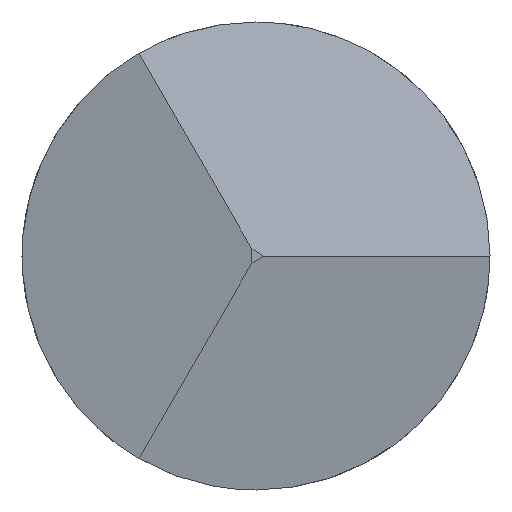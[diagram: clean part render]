
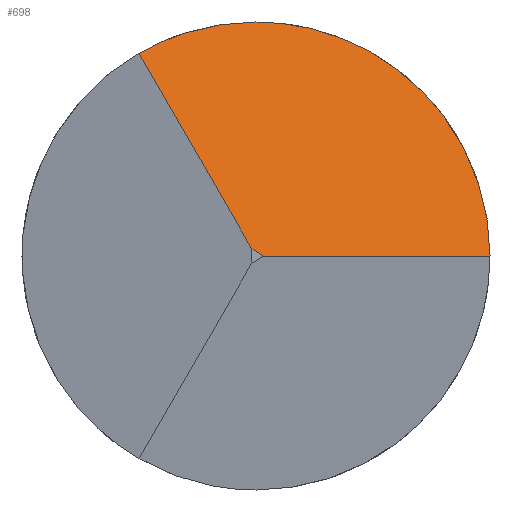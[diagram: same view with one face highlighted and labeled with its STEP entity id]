
A CAD part, left-side view. The second image highlights one B-rep face of the part: STEP entity #698.
In plain terms, the highlighted planar face has unit normal (-0.97, -0.121, 0.209).
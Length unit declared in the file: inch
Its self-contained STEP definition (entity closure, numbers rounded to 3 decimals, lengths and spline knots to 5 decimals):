
#24 = DIRECTION ( 'NONE',  ( 0.124, 0.496, 0.859 ) ) ;
#51 = CARTESIAN_POINT ( 'NONE',  ( -0.09, 0.00133, 0.00231 ) ) ;
#57 = LINE ( 'NONE', #1029, #1199 ) ;
#107 = CARTESIAN_POINT ( 'NONE',  ( -0.07764, 0.02707, 0.07444 ) ) ;
#117 = ORIENTED_EDGE ( 'NONE', *, *, #609, .F. ) ;
#118 = VECTOR ( 'NONE', #513, 39.37008 ) ;
#123 = LINE ( 'NONE', #682, #118 ) ;
#178 = EDGE_CURVE ( 'NONE', #1210, #244, #245, .T. ) ;
#217 = DIRECTION ( 'NONE',  ( 0.124, -0.992, 0. ) ) ;
#233 = EDGE_CURVE ( 'NONE', #672, #1210, #948, .T. ) ;
#243 = CARTESIAN_POINT ( 'NONE',  ( -0.07349, 0., 0.078 ) ) ;
#244 = VERTEX_POINT ( 'NONE', #589 ) ;
#245 =( BOUNDED_CURVE ( )  B_SPLINE_CURVE ( 3, ( #658, #446, #107, #374 ),
 .UNSPECIFIED., .F., .F. ) 
 B_SPLINE_CURVE_WITH_KNOTS ( ( 4, 4 ),
 ( 0.5236, 1.0472 ),
 .UNSPECIFIED. ) 
 CURVE ( )  GEOMETRIC_REPRESENTATION_ITEM ( )  RATIONAL_B_SPLINE_CURVE ( ( 1., 0.977, 0.977, 1. ) ) 
 REPRESENTATION_ITEM ( '' )  );
#280 = VERTEX_POINT ( 'NONE', #1068 ) ;
#282 = ORIENTED_EDGE ( 'NONE', *, *, #233, .T. ) ;
#299 = ORIENTED_EDGE ( 'NONE', *, *, #178, .T. ) ;
#374 = CARTESIAN_POINT ( 'NONE',  ( -0.08061, 0.039, 0.06755 ) ) ;
#421 = ORIENTED_EDGE ( 'NONE', *, *, #980, .T. ) ;
#439 = CARTESIAN_POINT ( 'NONE',  ( -0.08061, -0.078, 0. ) ) ;
#446 = CARTESIAN_POINT ( 'NONE',  ( -0.07521, 0.01377, 0.078 ) ) ;
#508 = DIRECTION ( 'NONE',  ( -0.211, 0., -0.977 ) ) ;
#513 = DIRECTION ( 'NONE',  ( 0., -0.866, -0.5 ) ) ;
#540 = CARTESIAN_POINT ( 'NONE',  ( -0.07074, -0.078, 0.04569 ) ) ;
#571 = CARTESIAN_POINT ( 'NONE',  ( -0.09854, -0.03291, -0.057 ) ) ;
#579 = CARTESIAN_POINT ( 'NONE',  ( -0.07349, 0., 0.078 ) ) ;
#586 = PLANE ( 'NONE',  #934 ) ;
#589 = CARTESIAN_POINT ( 'NONE',  ( -0.08061, 0.039, 0.06755 ) ) ;
#609 = EDGE_CURVE ( 'NONE', #977, #244, #838, .T. ) ;
#637 = CARTESIAN_POINT ( 'NONE',  ( -0.06779, -0.04569, 0.078 ) ) ;
#655 = EDGE_LOOP ( 'NONE', ( #282, #299, #117, #1062, #421 ) ) ;
#658 = CARTESIAN_POINT ( 'NONE',  ( -0.07349, 0., 0.078 ) ) ;
#672 = VERTEX_POINT ( 'NONE', #1120 ) ;
#678 = CARTESIAN_POINT ( 'NONE',  ( -0.09, 0.09161, 0.05443 ) ) ;
#682 = CARTESIAN_POINT ( 'NONE',  ( -0.09, 0.09161, 0.05443 ) ) ;
#698 = ADVANCED_FACE ( 'NONE', ( #717 ), #586, .F. ) ;
#717 = FACE_OUTER_BOUND ( 'NONE', #655, .T. ) ;
#760 = VECTOR ( 'NONE', #24, 39.37008 ) ;
#820 = DIRECTION ( 'NONE',  ( 0.97, 0.121, -0.21 ) ) ;
#838 = LINE ( 'NONE', #571, #760 ) ;
#934 = AXIS2_PLACEMENT_3D ( 'NONE', #678, #820, #508 ) ;
#948 =( BOUNDED_CURVE ( )  B_SPLINE_CURVE ( 3, ( #439, #540, #637, #579 ),
 .UNSPECIFIED., .F., .F. ) 
 B_SPLINE_CURVE_WITH_KNOTS ( ( 4, 4 ),
 ( 5.23599, 6.80678 ),
 .UNSPECIFIED. ) 
 CURVE ( )  GEOMETRIC_REPRESENTATION_ITEM ( )  RATIONAL_B_SPLINE_CURVE ( ( 1., 0.805, 0.805, 1. ) ) 
 REPRESENTATION_ITEM ( '' )  );
#977 = VERTEX_POINT ( 'NONE', #51 ) ;
#980 = EDGE_CURVE ( 'NONE', #280, #672, #57, .T. ) ;
#1029 = CARTESIAN_POINT ( 'NONE',  ( -0.10157, 0.09017, 0. ) ) ;
#1062 = ORIENTED_EDGE ( 'NONE', *, *, #1208, .T. ) ;
#1068 = CARTESIAN_POINT ( 'NONE',  ( -0.09, -0.00267, 0. ) ) ;
#1120 = CARTESIAN_POINT ( 'NONE',  ( -0.08061, -0.078, 0. ) ) ;
#1199 = VECTOR ( 'NONE', #217, 39.37008 ) ;
#1208 = EDGE_CURVE ( 'NONE', #977, #280, #123, .T. ) ;
#1210 = VERTEX_POINT ( 'NONE', #243 ) ;
